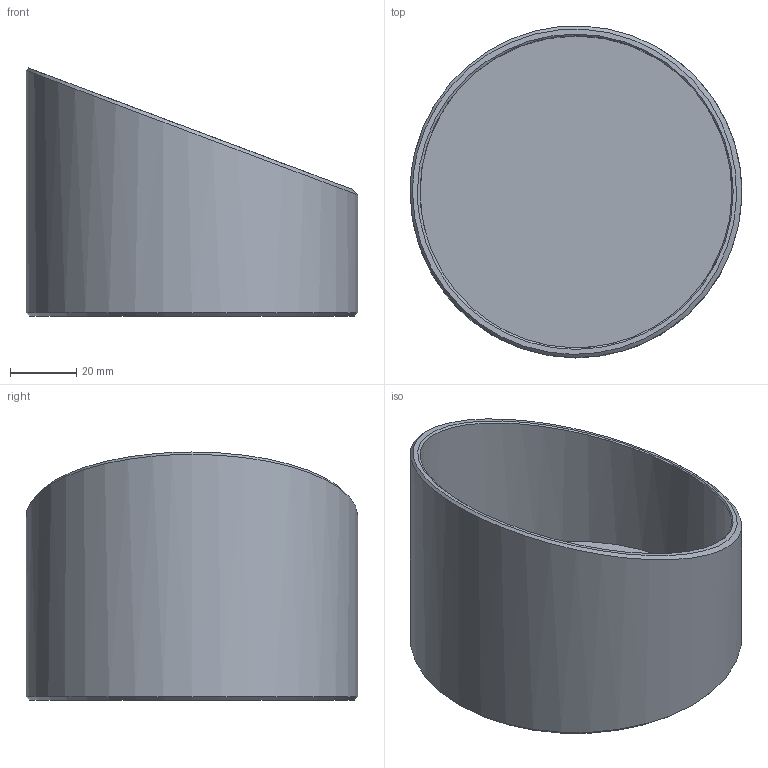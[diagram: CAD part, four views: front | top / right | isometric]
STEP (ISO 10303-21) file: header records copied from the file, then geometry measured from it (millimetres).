
FILE_DESCRIPTION(('STEP AP214'), '1');
FILE_NAME('êðóãëàÿ ÷àñòü', '', ('UNSPECIFIED'), ('UNSPECIFIED'), 'C3D Converter', 'C3D Toolkit', '');
FILE_SCHEMA(('AUTOMOTIVE_DESIGN { 1 0 10303 214 3 1 1}'));
Length unit declared in the file: millimetre
Bounding box: 100 x 100 x 74.73 mm (x, y, z)
Volume: 71865.4 mm3; surface area: 48698.1 mm2
Topology: 1 solids, 1 shells, 8 faces, 12 edges, 7 vertices
Faces by surface type: plane 3, cylinder 2, bspline 2, cone 1
Full cylindrical faces by diameter (mm): 94 x1, 100 x1
Entity records: 2337 total; most frequent: CARTESIAN_POINT 2185, DIRECTION 20, EDGE_LOOP 14, ORIENTED_EDGE 14, AXIS2_PLACEMENT_3D 10, FACE_OUTER_BOUND 10, ADVANCED_FACE 8, EDGE_CURVE 7
